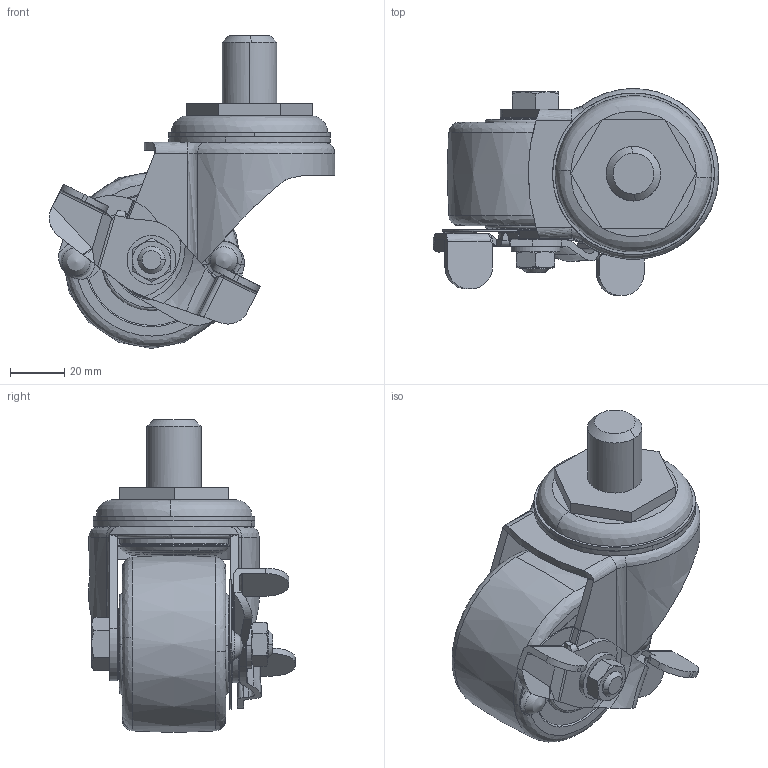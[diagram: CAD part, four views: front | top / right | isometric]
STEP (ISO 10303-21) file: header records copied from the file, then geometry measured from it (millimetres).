
FILE_DESCRIPTION((''),'2;1');
FILE_NAME('','2009-03-19T14:47:29',(''),(''),'','CADfix','');
FILE_SCHEMA(('AUTOMOTIVE_DESIGN { 1 0 10303 214 1 1 1 1 }'));
Length unit declared in the file: millimetre
Bounding box: 104.9 x 75.89 x 115 mm (x, y, z)
Volume: 206757.1 mm3; surface area: 54676.9 mm2
Topology: 6 solids, 6 shells, 358 faces, 1070 edges, 744 vertices
Faces by surface type: bspline 358
Entity records: 15573 total; most frequent: CARTESIAN_POINT 9750, ORIENTED_EDGE 2134, EDGE_CURVE 1067, VERTEX_POINT 743, EDGE_LOOP 390, QUASI_UNIFORM_CURVE 359, FACE_OUTER_BOUND 357, ADVANCED_FACE 357
